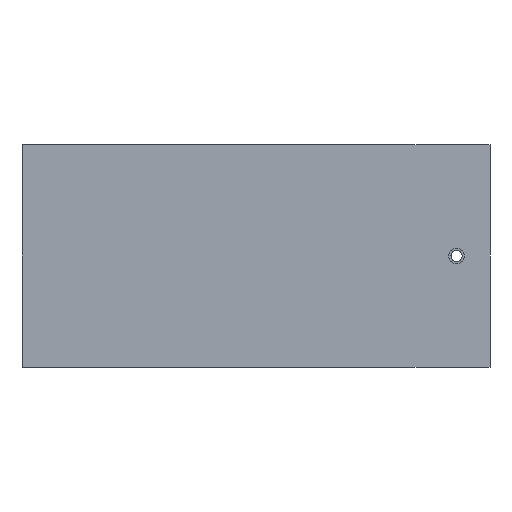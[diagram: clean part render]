
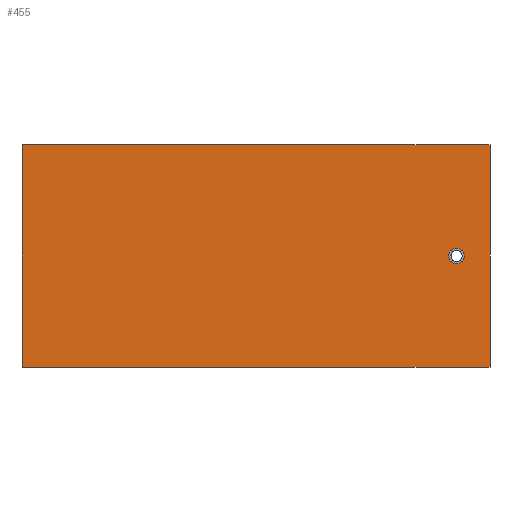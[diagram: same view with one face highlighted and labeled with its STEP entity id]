
A CAD part, left-side view. The second image highlights one B-rep face of the part: STEP entity #455.
In plain terms, the highlighted planar face has unit normal (-1, 0, 0).
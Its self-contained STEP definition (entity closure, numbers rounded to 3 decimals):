
#21 = AXIS2_PLACEMENT_3D ( 'NONE', #1343, #1344, #1345 ) ;
#76 = VERTEX_POINT ( 'NONE', #379 ) ;
#167 = AXIS2_PLACEMENT_3D ( 'NONE', #433, #423, #422 ) ;
#290 = CARTESIAN_POINT ( 'NONE',  ( 0., 210., 1. ) ) ;
#355 = CARTESIAN_POINT ( 'NONE',  ( 0., 0., 1. ) ) ;
#358 = CARTESIAN_POINT ( 'NONE',  ( 0., 210., -99. ) ) ;
#369 = CARTESIAN_POINT ( 'NONE',  ( 0., 0., -99. ) ) ;
#379 = CARTESIAN_POINT ( 'NONE',  ( 0., 11.5, -49. ) ) ;
#416 = PLANE ( 'NONE',  #167 ) ;
#422 = DIRECTION ( 'NONE',  ( 0., 1., 0. ) ) ;
#423 = DIRECTION ( 'NONE',  ( 1., 0., 0. ) ) ;
#433 = CARTESIAN_POINT ( 'NONE',  ( 0., 210., 1. ) ) ;
#455 = ADVANCED_FACE ( 'NONE', ( #1500, #1504 ), #416, .F. ) ;
#527 = EDGE_CURVE ( 'NONE', #633, #1222, #1590, .T. ) ;
#533 = EDGE_CURVE ( 'NONE', #76, #76, #1621, .T. ) ;
#534 = EDGE_CURVE ( 'NONE', #1222, #1781, #1624, .T. ) ;
#535 = EDGE_CURVE ( 'NONE', #1219, #1781, #1623, .T. ) ;
#536 = EDGE_CURVE ( 'NONE', #633, #1219, #1613, .T. ) ;
#633 = VERTEX_POINT ( 'NONE', #290 ) ;
#842 = EDGE_LOOP ( 'NONE', ( #1006, #1005, #1004, #1003 ) ) ;
#850 = EDGE_LOOP ( 'NONE', ( #1007 ) ) ;
#1003 = ORIENTED_EDGE ( 'NONE', *, *, #536, .F. ) ;
#1004 = ORIENTED_EDGE ( 'NONE', *, *, #535, .F. ) ;
#1005 = ORIENTED_EDGE ( 'NONE', *, *, #534, .T. ) ;
#1006 = ORIENTED_EDGE ( 'NONE', *, *, #527, .T. ) ;
#1007 = ORIENTED_EDGE ( 'NONE', *, *, #533, .F. ) ;
#1219 = VERTEX_POINT ( 'NONE', #355 ) ;
#1222 = VERTEX_POINT ( 'NONE', #358 ) ;
#1316 = DIRECTION ( 'NONE',  ( 0., 0., -1. ) ) ;
#1331 = CARTESIAN_POINT ( 'NONE',  ( 0., 210., 1. ) ) ;
#1332 = CARTESIAN_POINT ( 'NONE',  ( 0., 210., -99. ) ) ;
#1334 = CARTESIAN_POINT ( 'NONE',  ( 0., 0., 1. ) ) ;
#1343 = CARTESIAN_POINT ( 'NONE',  ( 0., 15., -49. ) ) ;
#1344 = DIRECTION ( 'NONE',  ( -1., 0., 0. ) ) ;
#1345 = DIRECTION ( 'NONE',  ( 0., -1., 0. ) ) ;
#1346 = DIRECTION ( 'NONE',  ( 0., -1., 0. ) ) ;
#1347 = CARTESIAN_POINT ( 'NONE',  ( 0., 210., 1. ) ) ;
#1349 = DIRECTION ( 'NONE',  ( 0., 0., -1. ) ) ;
#1350 = DIRECTION ( 'NONE',  ( 0., -1., 0. ) ) ;
#1500 = FACE_BOUND ( 'NONE', #850, .T. ) ;
#1504 = FACE_OUTER_BOUND ( 'NONE', #842, .T. ) ;
#1590 = LINE ( 'NONE', #1331, #1610 ) ;
#1610 = VECTOR ( 'NONE', #1316, 1000. ) ;
#1613 = LINE ( 'NONE', #1347, #1629 ) ;
#1621 = CIRCLE ( 'NONE', #21, 3.5 ) ;
#1623 = LINE ( 'NONE', #1334, #1625 ) ;
#1624 = LINE ( 'NONE', #1332, #1626 ) ;
#1625 = VECTOR ( 'NONE', #1349, 1000. ) ;
#1626 = VECTOR ( 'NONE', #1346, 1000. ) ;
#1629 = VECTOR ( 'NONE', #1350, 1000. ) ;
#1781 = VERTEX_POINT ( 'NONE', #369 ) ;
